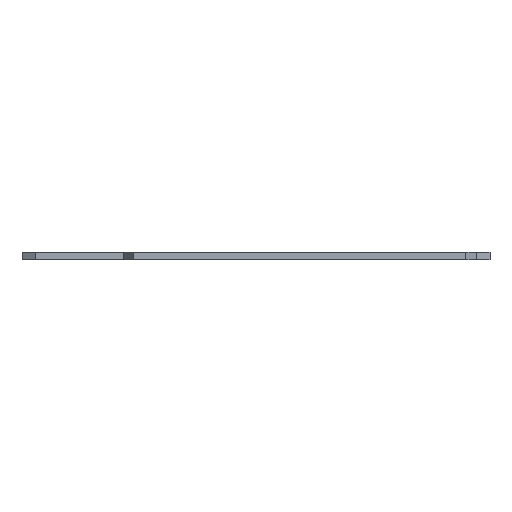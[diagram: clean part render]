
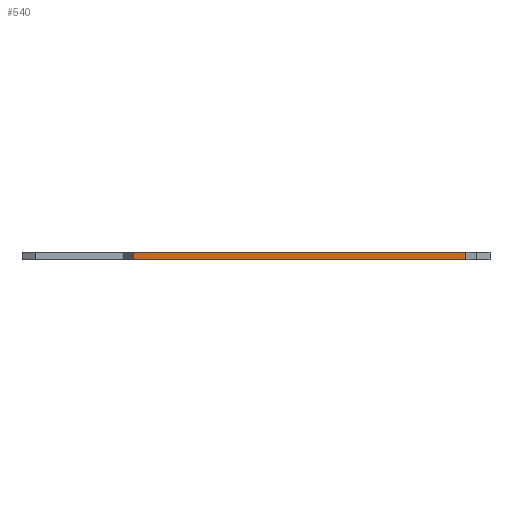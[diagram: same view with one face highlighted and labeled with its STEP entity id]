
A CAD part, left-side view. The second image highlights one B-rep face of the part: STEP entity #540.
In plain terms, the highlighted planar face has unit normal (-1, 0, 0).
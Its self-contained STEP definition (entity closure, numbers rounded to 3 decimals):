
#515 = VERTEX_POINT('',#516);
#516 = CARTESIAN_POINT('',(97.,-144.8,1.6));
#522 = EDGE_CURVE('',#523,#515,#525,.T.);
#523 = VERTEX_POINT('',#524);
#524 = CARTESIAN_POINT('',(97.,-144.8,0.));
#525 = LINE('',#526,#527);
#526 = CARTESIAN_POINT('',(97.,-144.8,0.));
#527 = VECTOR('',#528,1.);
#528 = DIRECTION('',(0.,0.,1.));
#540 = ADVANCED_FACE('',(#541),#566,.T.);
#541 = FACE_BOUND('',#542,.T.);
#542 = EDGE_LOOP('',(#543,#544,#552,#560));
#543 = ORIENTED_EDGE('',*,*,#522,.T.);
#544 = ORIENTED_EDGE('',*,*,#545,.T.);
#545 = EDGE_CURVE('',#515,#546,#548,.T.);
#546 = VERTEX_POINT('',#547);
#547 = CARTESIAN_POINT('',(97.,-72.8,1.6));
#548 = LINE('',#549,#550);
#549 = CARTESIAN_POINT('',(97.,-144.8,1.6));
#550 = VECTOR('',#551,1.);
#551 = DIRECTION('',(0.,1.,0.));
#552 = ORIENTED_EDGE('',*,*,#553,.F.);
#553 = EDGE_CURVE('',#554,#546,#556,.T.);
#554 = VERTEX_POINT('',#555);
#555 = CARTESIAN_POINT('',(97.,-72.8,0.));
#556 = LINE('',#557,#558);
#557 = CARTESIAN_POINT('',(97.,-72.8,0.));
#558 = VECTOR('',#559,1.);
#559 = DIRECTION('',(0.,0.,1.));
#560 = ORIENTED_EDGE('',*,*,#561,.F.);
#561 = EDGE_CURVE('',#523,#554,#562,.T.);
#562 = LINE('',#563,#564);
#563 = CARTESIAN_POINT('',(97.,-144.8,0.));
#564 = VECTOR('',#565,1.);
#565 = DIRECTION('',(0.,1.,0.));
#566 = PLANE('',#567);
#567 = AXIS2_PLACEMENT_3D('',#568,#569,#570);
#568 = CARTESIAN_POINT('',(97.,-144.8,0.));
#569 = DIRECTION('',(-1.,0.,0.));
#570 = DIRECTION('',(0.,1.,0.));
